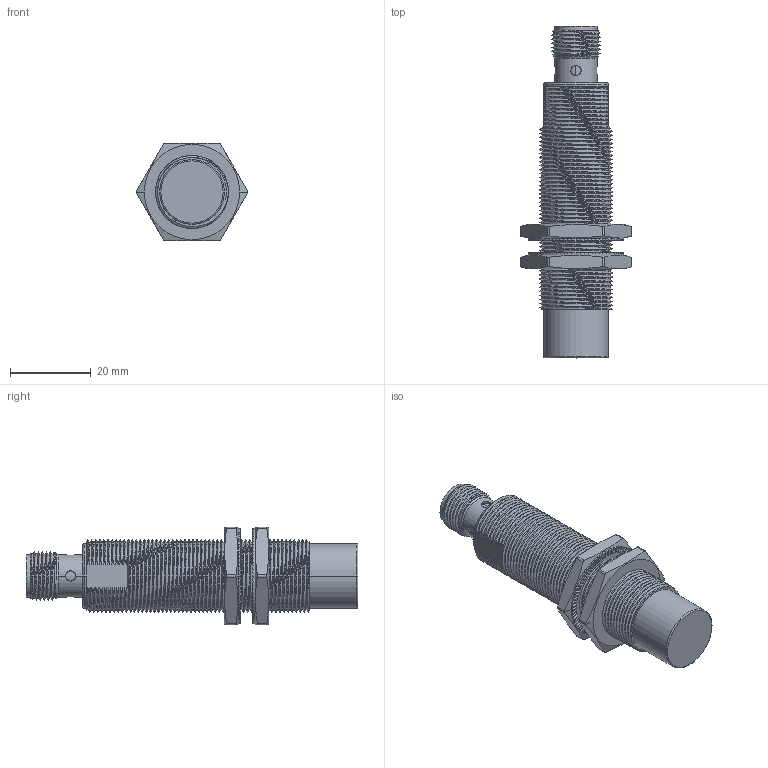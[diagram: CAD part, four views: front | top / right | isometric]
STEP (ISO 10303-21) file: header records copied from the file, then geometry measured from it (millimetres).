
FILE_DESCRIPTION(/* description */ (''),/* implementation_level */ '2;1');
FILE_NAME(/* name */ 'ELCO_Ni12-G18-OA41L-Q12.stp',/* time_stamp */ '2025-12-19T10:59:56+08:00',/* author */ (''),/* organization */ (''),/* preprocessor_version */ 'ST-DEVELOPER v16',/* originating_system */ 'SIEMENS PLM Software NX 10.0',/* authorisation */ '');
FILE_SCHEMA (('AUTOMOTIVE_DESIGN { 1 0 10303 214 3 1 1 1 }'));
Products named in the file (1): Admi64A0C12Chsii
Bounding box: 27.56 x 82 x 24 mm (x, y, z)
Volume: 17778.9 mm3; surface area: 10128.2 mm2
Topology: 3 solids, 4 shells, 901 faces, 2558 edges, 1685 vertices
Faces by surface type: plane 530, cylinder 249, bspline 86, cone 26, torus 8, sphere 2
Full cylindrical faces by diameter (mm): 10.5 x1
Entity records: 51635 total; most frequent: CARTESIAN_POINT 30002, ORIENTED_EDGE 5104, DIRECTION 3642, EDGE_CURVE 2552, VERTEX_POINT 1682, AXIS2_PLACEMENT_3D 1392, B_SPLINE_CURVE_WITH_KNOTS 1118, EDGE_LOOP 936
